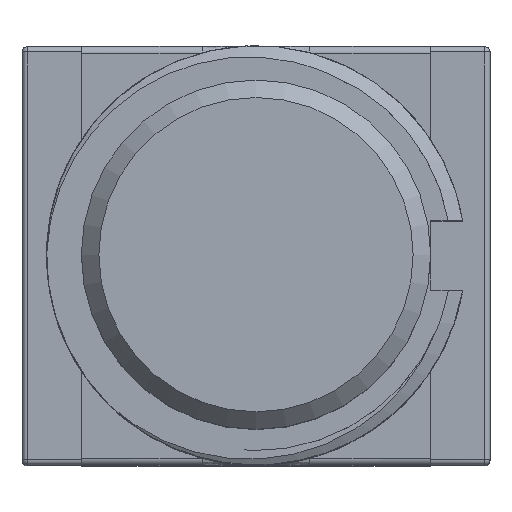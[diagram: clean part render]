
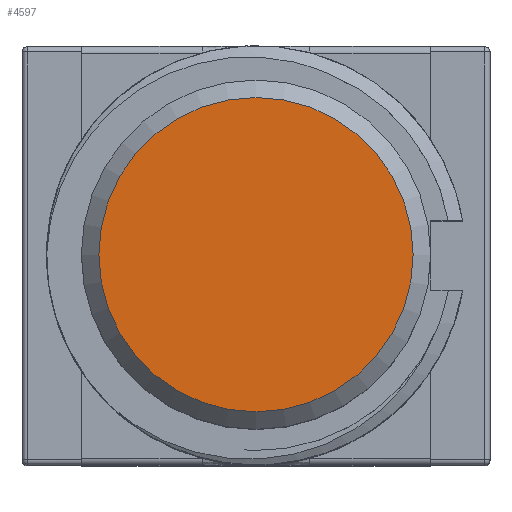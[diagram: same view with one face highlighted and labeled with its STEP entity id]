
A CAD part, top view. The second image highlights one B-rep face of the part: STEP entity #4597.
In plain terms, the highlighted planar face has unit normal (0, 0, 1).
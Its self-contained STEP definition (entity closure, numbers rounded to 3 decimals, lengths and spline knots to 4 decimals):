
#267=CIRCLE('',#4813,4.5);
#638=ORIENTED_EDGE('',*,*,#1606,.T.);
#1606=EDGE_CURVE('',#2076,#2076,#267,.T.);
#2076=VERTEX_POINT('',#7389);
#2800=EDGE_LOOP('',(#638));
#2995=FACE_BOUND('',#2800,.T.);
#3189=PLANE('',#4812);
#4597=ADVANCED_FACE('',(#2995),#3189,.T.);
#4812=AXIS2_PLACEMENT_3D('',#7387,#5282,#5283);
#4813=AXIS2_PLACEMENT_3D('',#7388,#5284,#5285);
#5282=DIRECTION('',(0.,0.,1.));
#5283=DIRECTION('',(1.,0.,0.));
#5284=DIRECTION('',(0.,0.,1.));
#5285=DIRECTION('',(1.,0.,0.));
#7387=CARTESIAN_POINT('',(0.,0.,33.5));
#7388=CARTESIAN_POINT('',(0.,0.,33.5));
#7389=CARTESIAN_POINT('',(4.5,0.,33.5));
